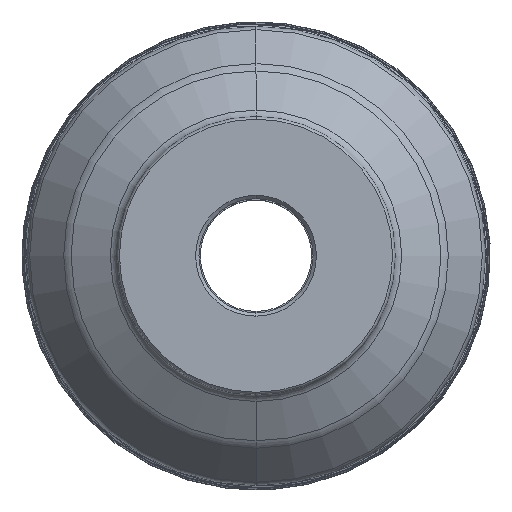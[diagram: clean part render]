
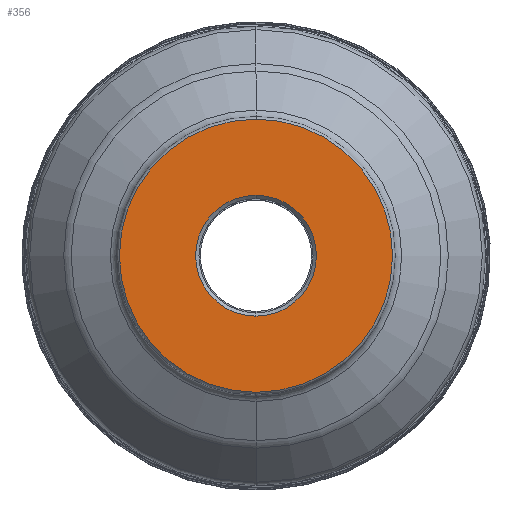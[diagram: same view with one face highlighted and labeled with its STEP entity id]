
A CAD part, top view. The second image highlights one B-rep face of the part: STEP entity #356.
In plain terms, the highlighted planar face has unit normal (0, 0, 1).
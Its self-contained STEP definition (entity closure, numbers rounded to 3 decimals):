
#64=PLANE('',#3760);
#74=FACE_BOUND('',#814,.T.);
#75=FACE_BOUND('',#815,.T.);
#356=ADVANCED_FACE('',(#74,#75),#64,.T.);
#814=EDGE_LOOP('',(#1510,#1511,#1512,#1513));
#815=EDGE_LOOP('',(#1514,#1515));
#1510=ORIENTED_EDGE('',*,*,#2278,.T.);
#1511=ORIENTED_EDGE('',*,*,#2279,.T.);
#1512=ORIENTED_EDGE('',*,*,#2280,.F.);
#1513=ORIENTED_EDGE('',*,*,#2281,.F.);
#1514=ORIENTED_EDGE('',*,*,#2275,.T.);
#1515=ORIENTED_EDGE('',*,*,#2277,.T.);
#1880=VERTEX_POINT('',#6858);
#1881=VERTEX_POINT('',#6860);
#1882=VERTEX_POINT('',#6866);
#1883=VERTEX_POINT('',#6867);
#1884=VERTEX_POINT('',#6869);
#1885=VERTEX_POINT('',#6871);
#2275=EDGE_CURVE('',#1881,#1880,#2782,.T.);
#2277=EDGE_CURVE('',#1880,#1881,#2783,.T.);
#2278=EDGE_CURVE('',#1882,#1883,#2784,.T.);
#2279=EDGE_CURVE('',#1883,#1884,#2785,.T.);
#2280=EDGE_CURVE('',#1885,#1884,#2786,.T.);
#2281=EDGE_CURVE('',#1882,#1885,#2787,.T.);
#2782=CIRCLE('',#3752,21.7);
#2783=CIRCLE('',#3754,21.7);
#2784=CIRCLE('',#3756,49.054);
#2785=CIRCLE('',#3757,49.054);
#2786=CIRCLE('',#3758,49.054);
#2787=CIRCLE('',#3759,49.054);
#3752=AXIS2_PLACEMENT_3D('',#6859,#4780,#4781);
#3754=AXIS2_PLACEMENT_3D('',#6863,#4785,#4786);
#3756=AXIS2_PLACEMENT_3D('',#6865,#4789,#4790);
#3757=AXIS2_PLACEMENT_3D('',#6868,#4791,#4792);
#3758=AXIS2_PLACEMENT_3D('',#6870,#4793,#4794);
#3759=AXIS2_PLACEMENT_3D('',#6872,#4795,#4796);
#3760=AXIS2_PLACEMENT_3D('',#6873,#4797,#4798);
#4780=DIRECTION('',(0.,0.,-1.));
#4781=DIRECTION('',(0.,1.,0.));
#4785=DIRECTION('',(0.,0.,-1.));
#4786=DIRECTION('',(0.,-1.,0.));
#4789=DIRECTION('',(0.,0.,1.));
#4790=DIRECTION('',(0.,1.,0.));
#4791=DIRECTION('',(0.,0.,1.));
#4792=DIRECTION('',(0.,-1.,0.));
#4793=DIRECTION('',(0.,0.,-1.));
#4794=DIRECTION('',(0.,-1.,0.));
#4795=DIRECTION('',(0.,0.,-1.));
#4796=DIRECTION('',(0.,1.,0.));
#4797=DIRECTION('',(0.,0.,1.));
#4798=DIRECTION('',(0.,-1.,0.));
#6858=CARTESIAN_POINT('',(0.,-21.7,0.));
#6859=CARTESIAN_POINT('',(0.,0.,0.));
#6860=CARTESIAN_POINT('',(0.,21.7,0.));
#6863=CARTESIAN_POINT('',(0.,0.,0.));
#6865=CARTESIAN_POINT('',(0.,0.,0.));
#6866=CARTESIAN_POINT('',(-0.016,49.054,0.));
#6867=CARTESIAN_POINT('',(0.,-49.054,0.));
#6868=CARTESIAN_POINT('',(0.,0.,0.));
#6869=CARTESIAN_POINT('',(0.016,-49.054,0.));
#6870=CARTESIAN_POINT('',(0.,0.,0.));
#6871=CARTESIAN_POINT('',(0.,49.054,0.));
#6872=CARTESIAN_POINT('',(0.,0.,0.));
#6873=CARTESIAN_POINT('',(0.,0.,0.));
